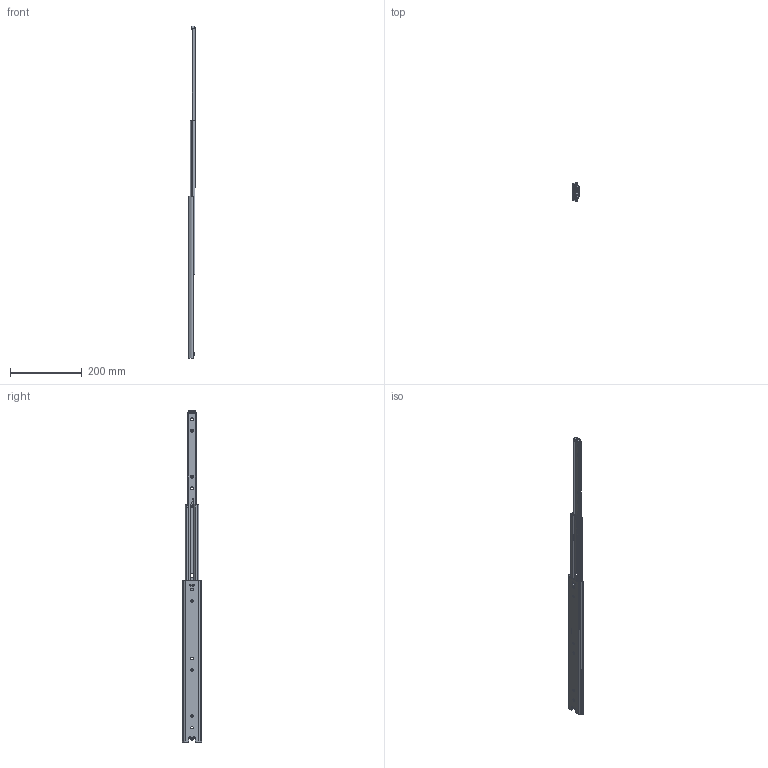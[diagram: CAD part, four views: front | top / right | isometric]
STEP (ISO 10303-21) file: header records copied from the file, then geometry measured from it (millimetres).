
FILE_DESCRIPTION(/* description */ ('Montage'),/* implementation_level */ '2;1');
FILE_NAME(/* name */ 'DZ5334-0045_3D-1.stp',/* time_stamp */ '2022-03-23T16:10:37+01:00',/* author */ ('twoell'),/* organization */ ('ACCURIDE International GmbH'),/* preprocessor_version */ 'ST-DEVELOPER v17',/* originating_system */ 'Autodesk Inventor 2018',/* authorisation */ '');
FILE_SCHEMA (('AUTOMOTIVE_DESIGN { 1 0 10303 214 3 1 1 }'));
Products named in the file (14): DZ5334-0045_3D; 015334-0045_3D; 045334-0045_3D; 26030090-3D; 025334-0045_3D; 2336-2827-YE; 055334-0045_3D; 15001940-3D; 035334-0045_3D; 80012790; 26039790; 80011590-3D; 21006340_Geformt; 21006440_Geformt
Assembly tree (77 placements, depth 2):
  DZ5334-0045_3D
    015334-0045_3D
    045334-0045_3D
    26030090-3D  x2
    15001940-3D  x64
    025334-0045_3D
    2336-2827-YE
    055334-0045_3D
    035334-0045_3D
    80012790
    26039790
    80011590-3D
    21006340_Geformt
    21006440_Geformt
Bounding box: 18.97 x 53.05 x 923.45 mm (x, y, z)
Volume: 175917.7 mm3; surface area: 211952.2 mm2
Topology: 77 solids, 77 shells, 1299 faces, 3828 edges, 2548 vertices
Faces by surface type: plane 641, cylinder 514, sphere 64, bspline 52, cone 21, torus 7
Full cylindrical faces by diameter (mm): 2.2 x1, 2.21 x1, 3 x1, 3.073 x1, 3.277 x1, 3.3 x2, 3.353 x1, 4 x10, 5.1 x1, 6 x1, 6.1 x28, 6.6 x12, 7.1 x1, 7.747 x1, 11.5 x2
Entity records: 43821 total; most frequent: CARTESIAN_POINT 9174, ORIENTED_EDGE 7166, DIRECTION 7111, EDGE_CURVE 3583, AXIS2_PLACEMENT_3D 2417, VERTEX_POINT 2390, LINE 2277, VECTOR 2277
